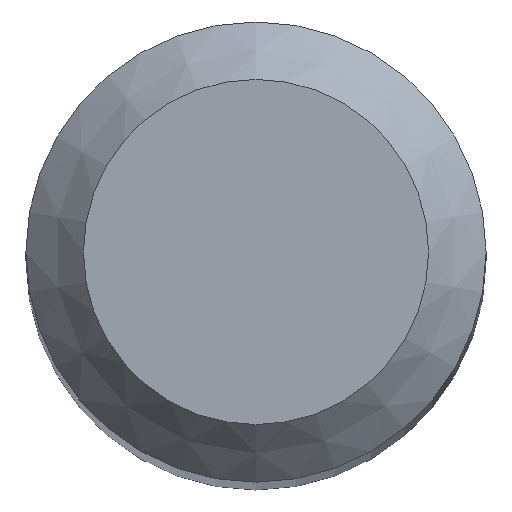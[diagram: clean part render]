
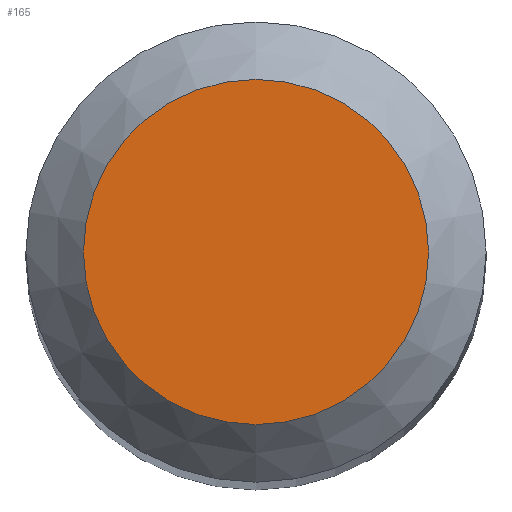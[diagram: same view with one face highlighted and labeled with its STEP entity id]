
A CAD part, top view. The second image highlights one B-rep face of the part: STEP entity #165.
In plain terms, the highlighted planar face has unit normal (0, 0, 1).
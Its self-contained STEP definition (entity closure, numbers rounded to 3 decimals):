
#36 = DIRECTION ( 'NONE',  ( 0., 0., -1. ) ) ;
#37 = CIRCLE ( 'NONE', #101, 1.5 ) ;
#63 = EDGE_CURVE ( 'NONE', #109, #109, #37, .T. ) ;
#77 = DIRECTION ( 'NONE',  ( 0., 0., -1. ) ) ;
#98 = PLANE ( 'NONE',  #167 ) ;
#99 = DIRECTION ( 'NONE',  ( 0., 1., 0. ) ) ;
#101 = AXIS2_PLACEMENT_3D ( 'NONE', #237, #36, #99 ) ;
#109 = VERTEX_POINT ( 'NONE', #222 ) ;
#114 = ORIENTED_EDGE ( 'NONE', *, *, #63, .F. ) ;
#165 = ADVANCED_FACE ( 'NONE', ( #196 ), #98, .F. ) ;
#167 = AXIS2_PLACEMENT_3D ( 'NONE', #256, #77, #195 ) ;
#176 = EDGE_LOOP ( 'NONE', ( #114 ) ) ;
#195 = DIRECTION ( 'NONE',  ( 0., 1., 0. ) ) ;
#196 = FACE_OUTER_BOUND ( 'NONE', #176, .T. ) ;
#222 = CARTESIAN_POINT ( 'NONE',  ( 0., 1.5, 66. ) ) ;
#237 = CARTESIAN_POINT ( 'NONE',  ( 0., 0., 66. ) ) ;
#256 = CARTESIAN_POINT ( 'NONE',  ( 0., 0., 66. ) ) ;
